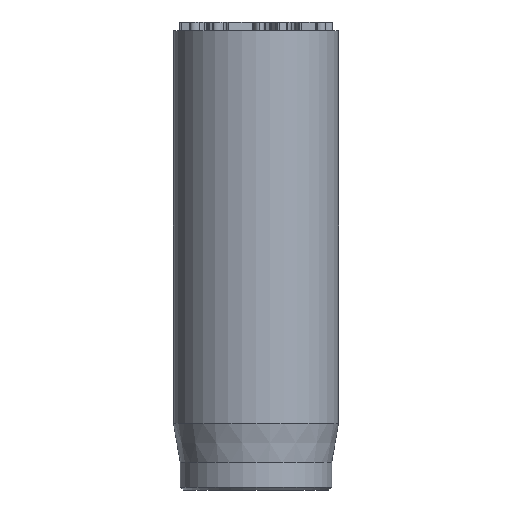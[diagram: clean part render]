
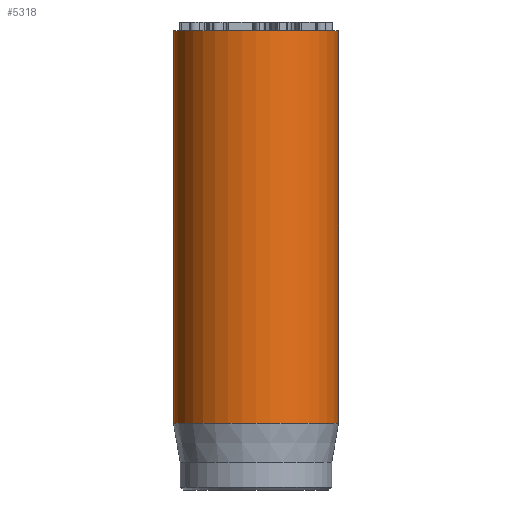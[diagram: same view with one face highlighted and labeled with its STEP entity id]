
A CAD part, front view. The second image highlights one B-rep face of the part: STEP entity #5318.
In plain terms, the highlighted cylindrical face has radius 3 mm (diameter 6 mm), a full revolution.
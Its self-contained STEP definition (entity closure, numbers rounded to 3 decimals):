
#36=CYLINDRICAL_SURFACE('',#5536,3.);
#48=CIRCLE('',#5503,3.);
#64=CIRCLE('',#5534,3.);
#65=CIRCLE('',#5535,3.);
#429=FACE_OUTER_BOUND('',#745,.T.);
#745=EDGE_LOOP('',(#4602,#4603,#4604,#4605,#4606));
#1118=LINE('',#9780,#1509);
#1509=VECTOR('',#6084,3.);
#2387=VERTEX_POINT('',#9719);
#2403=VERTEX_POINT('',#9774);
#2404=VERTEX_POINT('',#9775);
#3127=EDGE_CURVE('',#2387,#2387,#48,.T.);
#3151=EDGE_CURVE('',#2403,#2404,#64,.T.);
#3152=EDGE_CURVE('',#2404,#2403,#65,.T.);
#3154=EDGE_CURVE('',#2387,#2403,#1118,.T.);
#4602=ORIENTED_EDGE('',*,*,#3127,.T.);
#4603=ORIENTED_EDGE('',*,*,#3154,.T.);
#4604=ORIENTED_EDGE('',*,*,#3151,.T.);
#4605=ORIENTED_EDGE('',*,*,#3152,.T.);
#4606=ORIENTED_EDGE('',*,*,#3154,.F.);
#5318=ADVANCED_FACE('',(#429),#36,.T.);
#5503=AXIS2_PLACEMENT_3D('',#9720,#6007,#6008);
#5534=AXIS2_PLACEMENT_3D('',#9776,#6077,#6078);
#5535=AXIS2_PLACEMENT_3D('',#9777,#6079,#6080);
#5536=AXIS2_PLACEMENT_3D('',#9779,#6082,#6083);
#6007=DIRECTION('center_axis',(0.,0.,-1.));
#6008=DIRECTION('ref_axis',(-1.,0.,0.));
#6077=DIRECTION('center_axis',(0.,0.,1.));
#6078=DIRECTION('ref_axis',(-1.,0.,0.));
#6079=DIRECTION('center_axis',(0.,0.,1.));
#6080=DIRECTION('ref_axis',(-1.,0.,0.));
#6082=DIRECTION('center_axis',(0.,0.,1.));
#6083=DIRECTION('ref_axis',(-1.,0.,0.));
#6084=DIRECTION('',(0.,0.,-1.));
#9719=CARTESIAN_POINT('',(3.,0.,16.7));
#9720=CARTESIAN_POINT('Origin',(0.,0.,16.7));
#9774=CARTESIAN_POINT('',(3.,0.,2.418));
#9775=CARTESIAN_POINT('',(-3.,0.,2.418));
#9776=CARTESIAN_POINT('Origin',(0.,0.,2.418));
#9777=CARTESIAN_POINT('Origin',(0.,0.,2.418));
#9779=CARTESIAN_POINT('Origin',(0.,0.,0.));
#9780=CARTESIAN_POINT('',(3.,0.,0.));
